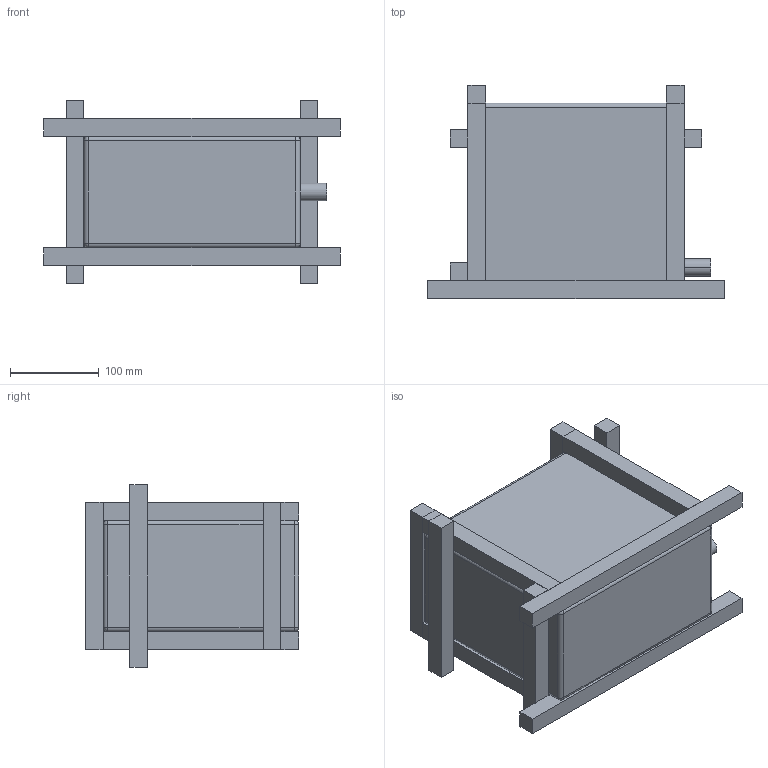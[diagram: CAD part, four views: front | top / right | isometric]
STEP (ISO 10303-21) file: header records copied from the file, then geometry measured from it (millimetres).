
FILE_DESCRIPTION (( 'STEP AP214' ), '1' );
FILE_NAME ('阨眊嘐隅.STEP', '2021-04-15T03:23:28', ( '' ), ( '' ), 'SwSTEP 2.0', 'SolidWorks 2019', '' );
FILE_SCHEMA (( 'AUTOMOTIVE_DESIGN' ));
Length unit declared in the file: millimetre
Products named in the file (7): 錨璃3^test; 錨璃4^test; 錨璃5^test; 錨璃2^test; 阨眊嘐隅; 錨璃6^test; 阨眊
Assembly tree (12 placements, depth 2):
  阨眊嘐隅
    阨眊
    錨璃2^test  x2
    錨璃3^test
    錨璃4^test  x4
    錨璃5^test  x2
    錨璃6^test  x2
Bounding box: 333.5 x 240 x 205.5 mm (x, y, z)
Volume: 7669787.1 mm3; surface area: 419039.1 mm2
Topology: 12 solids, 12 shells, 95 faces, 194 edges, 116 vertices
Faces by surface type: plane 73, cylinder 14, sphere 8
Entity records: 1798 total; most frequent: DIRECTION 290, CARTESIAN_POINT 256, ORIENTED_EDGE 228, EDGE_CURVE 114, AXIS2_PLACEMENT_3D 102, VECTOR 86, LINE 86, VERTEX_POINT 68
